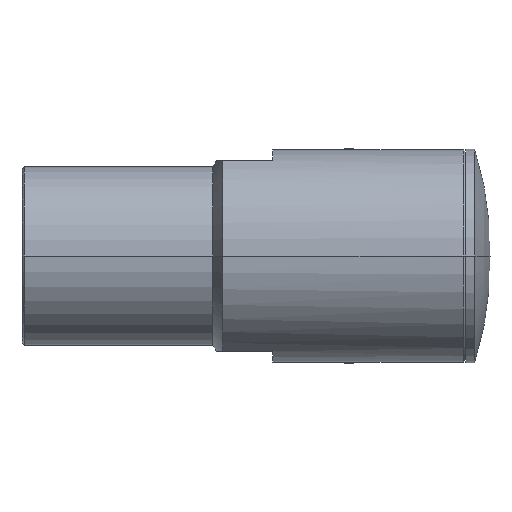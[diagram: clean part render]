
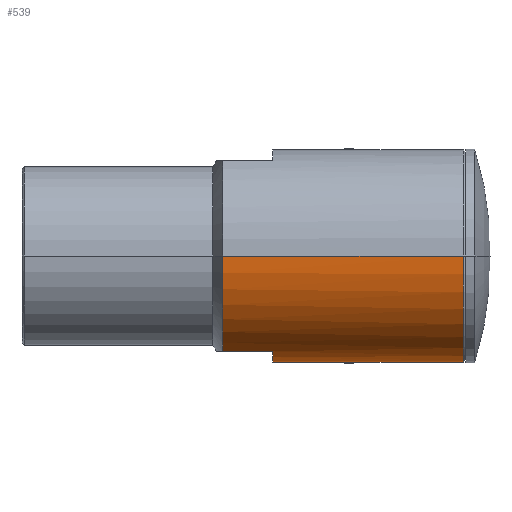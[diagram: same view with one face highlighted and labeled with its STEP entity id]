
A CAD part, left-side view. The second image highlights one B-rep face of the part: STEP entity #539.
In plain terms, the highlighted cylindrical face has radius 4.45 mm (diameter 8.9 mm), a partial arc.
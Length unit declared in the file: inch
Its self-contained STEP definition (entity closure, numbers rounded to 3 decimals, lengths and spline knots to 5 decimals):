
#20 = CARTESIAN_POINT ( 'NONE',  ( 0.17338, 0.09517, -0.02595 ) ) ;
#70 = EDGE_CURVE ( 'NONE', #2746, #613, #1672, .T. ) ;
#97 = CARTESIAN_POINT ( 'NONE',  ( -0.1752, -0.22953, 0. ) ) ;
#224 = ORIENTED_EDGE ( 'NONE', *, *, #3328, .F. ) ;
#228 = VERTEX_POINT ( 'NONE', #1299 ) ;
#250 = AXIS2_PLACEMENT_3D ( 'NONE', #2632, #2590, #2956 ) ;
#258 = CIRCLE ( 'NONE', #2339, 0.1752 ) ;
#297 = EDGE_CURVE ( 'NONE', #3984, #1066, #2545, .T. ) ;
#347 = VERTEX_POINT ( 'NONE', #472 ) ;
#361 = CARTESIAN_POINT ( 'NONE',  ( 0.16808, 0.08516, -0.04975 ) ) ;
#370 = CIRCLE ( 'NONE', #250, 0.1752 ) ;
#383 = CARTESIAN_POINT ( 'NONE',  ( 0.1646, 0.07808, -0.06026 ) ) ;
#431 = CARTESIAN_POINT ( 'NONE',  ( 0.14493, 0.00662, -0.09843 ) ) ;
#472 = CARTESIAN_POINT ( 'NONE',  ( 0.1752, 0.2085, 0. ) ) ;
#492 = VECTOR ( 'NONE', #559, 39.37008 ) ;
#509 = VERTEX_POINT ( 'NONE', #1092 ) ;
#537 = CARTESIAN_POINT ( 'NONE',  ( -0.1752, -0.18898, 0. ) ) ;
#539 = ADVANCED_FACE ( 'NONE', ( #2667 ), #1449, .T. ) ;
#559 = DIRECTION ( 'NONE',  ( 0., 1., 0. ) ) ;
#613 = VERTEX_POINT ( 'NONE', #537 ) ;
#670 = VECTOR ( 'NONE', #705, 39.37008 ) ;
#702 = CARTESIAN_POINT ( 'NONE',  ( 0.15312, -0.04963, -0.08523 ) ) ;
#705 = DIRECTION ( 'NONE',  ( 0., 1., 0. ) ) ;
#707 = EDGE_CURVE ( 'NONE', #613, #4351, #3885, .T. ) ;
#767 = CARTESIAN_POINT ( 'NONE',  ( 0.1752, 0.09843, -0.00667 ) ) ;
#815 = ORIENTED_EDGE ( 'NONE', *, *, #4725, .F. ) ;
#844 = ORIENTED_EDGE ( 'NONE', *, *, #297, .F. ) ;
#870 = DIRECTION ( 'NONE',  ( 0., 1., 0. ) ) ;
#1009 = DIRECTION ( 'NONE',  ( 0., 1., 0. ) ) ;
#1065 = CARTESIAN_POINT ( 'NONE',  ( 0.17482, -0.09776, -0.01318 ) ) ;
#1066 = VERTEX_POINT ( 'NONE', #2272 ) ;
#1089 = ORIENTED_EDGE ( 'NONE', *, *, #4333, .F. ) ;
#1092 = CARTESIAN_POINT ( 'NONE',  ( -0.07677, 0.2085, -0.15748 ) ) ;
#1093 = VECTOR ( 'NONE', #3749, 39.37008 ) ;
#1147 = DIRECTION ( 'NONE',  ( 1., 0., 0. ) ) ;
#1152 = VERTEX_POINT ( 'NONE', #4170 ) ;
#1177 = ORIENTED_EDGE ( 'NONE', *, *, #1439, .F. ) ;
#1231 = CARTESIAN_POINT ( 'NONE',  ( -0.1752, 0.2085, 0. ) ) ;
#1299 = CARTESIAN_POINT ( 'NONE',  ( 0.07677, 0.2085, -0.15748 ) ) ;
#1357 = EDGE_LOOP ( 'NONE', ( #4806, #3275, #4773, #1177, #1089, #3769, #1948, #2757, #224, #844, #815 ) ) ;
#1437 = DIRECTION ( 'NONE',  ( -0.438, 0., -0.899 ) ) ;
#1439 = EDGE_CURVE ( 'NONE', #509, #4351, #2988, .T. ) ;
#1442 = CARTESIAN_POINT ( 'NONE',  ( 0.14539, 0.01315, -0.09776 ) ) ;
#1449 = CYLINDRICAL_SURFACE ( 'NONE', #3369, 0.1752 ) ;
#1489 = CARTESIAN_POINT ( 'NONE',  ( 0.16268, 0.07399, -0.06521 ) ) ;
#1552 = CIRCLE ( 'NONE', #1949, 0.1752 ) ;
#1672 = CIRCLE ( 'NONE', #1683, 0.1752 ) ;
#1683 = AXIS2_PLACEMENT_3D ( 'NONE', #3156, #870, #2740 ) ;
#1695 = CARTESIAN_POINT ( 'NONE',  ( 0.1752, -0.09843, 0. ) ) ;
#1806 = CARTESIAN_POINT ( 'NONE',  ( 0.1752, -0.09843, -0.00666 ) ) ;
#1827 = CARTESIAN_POINT ( 'NONE',  ( 0.16459, -0.0784, -0.06082 ) ) ;
#1850 = CARTESIAN_POINT ( 'NONE',  ( 0.16965, 0.08819, -0.04417 ) ) ;
#1875 = CARTESIAN_POINT ( 'NONE',  ( 0.17482, 0.09776, -0.01319 ) ) ;
#1891 = DIRECTION ( 'NONE',  ( -0.438, 0., -0.899 ) ) ;
#1936 = CARTESIAN_POINT ( 'NONE',  ( 0., 0.2085, 0. ) ) ;
#1944 = EDGE_CURVE ( 'NONE', #1152, #228, #2542, .T. ) ;
#1948 = ORIENTED_EDGE ( 'NONE', *, *, #1944, .T. ) ;
#1949 = AXIS2_PLACEMENT_3D ( 'NONE', #4229, #2374, #4615 ) ;
#1951 = CARTESIAN_POINT ( 'NONE',  ( 0., -0.18898, -0.1752 ) ) ;
#2035 = VECTOR ( 'NONE', #3854, 39.37008 ) ;
#2199 = CARTESIAN_POINT ( 'NONE',  ( 0.14839, -0.03232, -0.09319 ) ) ;
#2204 = CARTESIAN_POINT ( 'NONE',  ( 0.07677, 0.12598, -0.15748 ) ) ;
#2236 = LINE ( 'NONE', #2257, #1093 ) ;
#2245 = CARTESIAN_POINT ( 'NONE',  ( 0.1752, 0.09843, 0. ) ) ;
#2257 = CARTESIAN_POINT ( 'NONE',  ( 0.1752, -0.22953, 0. ) ) ;
#2272 = CARTESIAN_POINT ( 'NONE',  ( 0.1752, 0.09843, 0. ) ) ;
#2336 = CARTESIAN_POINT ( 'NONE',  ( 0.1752, -0.22953, 0. ) ) ;
#2339 = AXIS2_PLACEMENT_3D ( 'NONE', #3196, #1009, #1437 ) ;
#2374 = DIRECTION ( 'NONE',  ( 0., 1., 0. ) ) ;
#2462 = CARTESIAN_POINT ( 'NONE',  ( -0.07677, 0.12598, -0.15748 ) ) ;
#2538 = CARTESIAN_POINT ( 'NONE',  ( 0.15288, 0.04997, -0.08576 ) ) ;
#2542 = LINE ( 'NONE', #2204, #670 ) ;
#2545 = B_SPLINE_CURVE_WITH_KNOTS ( 'NONE', 3,
 ( #2559, #1806, #1065, #2909, #4389, #4431, #1827, #4075, #3303, #702, #4785, #2199, #2612, #4099, #3757, #431, #1442, #3713, #2933, #2538, #3693, #1489, #383, #361, #1850, #3326, #20, #1875, #767, #2245 ),
 .UNSPECIFIED., .F., .F.,
 ( 4, 2, 2, 2, 2, 2, 2, 2, 2, 2, 2, 2, 2, 2, 4 ),
 ( 0., 0.0005, 0.001, 0.002, 0.0025, 0.003, 0.0035, 0.004, 0.00449, 0.00499, 0.00599, 0.00649, 0.00699, 0.00749, 0.00799 ),
 .UNSPECIFIED. ) ;
#2555 = EDGE_CURVE ( 'NONE', #1152, #4784, #370, .T. ) ;
#2559 = CARTESIAN_POINT ( 'NONE',  ( 0.1752, -0.09843, 0. ) ) ;
#2590 = DIRECTION ( 'NONE',  ( 0., 1., 0. ) ) ;
#2612 = CARTESIAN_POINT ( 'NONE',  ( 0.14712, -0.02602, -0.09515 ) ) ;
#2632 = CARTESIAN_POINT ( 'NONE',  ( 0., 0.12598, 0. ) ) ;
#2667 = FACE_OUTER_BOUND ( 'NONE', #1357, .T. ) ;
#2740 = DIRECTION ( 'NONE',  ( 1., 0., 0. ) ) ;
#2746 = VERTEX_POINT ( 'NONE', #1951 ) ;
#2757 = ORIENTED_EDGE ( 'NONE', *, *, #3541, .F. ) ;
#2909 = CARTESIAN_POINT ( 'NONE',  ( 0.17338, -0.09516, -0.02596 ) ) ;
#2933 = CARTESIAN_POINT ( 'NONE',  ( 0.14837, 0.03224, -0.09322 ) ) ;
#2941 = DIRECTION ( 'NONE',  ( 0., 1., 0. ) ) ;
#2956 = DIRECTION ( 'NONE',  ( 0.438, 0., -0.899 ) ) ;
#2988 = CIRCLE ( 'NONE', #4302, 0.1752 ) ;
#3062 = LINE ( 'NONE', #4563, #4207 ) ;
#3156 = CARTESIAN_POINT ( 'NONE',  ( 0., -0.18898, 0. ) ) ;
#3196 = CARTESIAN_POINT ( 'NONE',  ( 0., 0.2085, 0. ) ) ;
#3275 = ORIENTED_EDGE ( 'NONE', *, *, #70, .T. ) ;
#3303 = CARTESIAN_POINT ( 'NONE',  ( 0.15684, -0.06014, -0.07817 ) ) ;
#3326 = CARTESIAN_POINT ( 'NONE',  ( 0.17231, 0.09321, -0.03228 ) ) ;
#3328 = EDGE_CURVE ( 'NONE', #1066, #347, #2236, .T. ) ;
#3369 = AXIS2_PLACEMENT_3D ( 'NONE', #4445, #2941, #1147 ) ;
#3541 = EDGE_CURVE ( 'NONE', #347, #228, #258, .T. ) ;
#3693 = CARTESIAN_POINT ( 'NONE',  ( 0.1569, 0.06063, -0.07855 ) ) ;
#3704 = CARTESIAN_POINT ( 'NONE',  ( 0.1752, -0.18898, 0. ) ) ;
#3713 = CARTESIAN_POINT ( 'NONE',  ( 0.1471, 0.02594, -0.09517 ) ) ;
#3749 = DIRECTION ( 'NONE',  ( 0., 1., 0. ) ) ;
#3757 = CARTESIAN_POINT ( 'NONE',  ( 0.14494, -0.0067, -0.09842 ) ) ;
#3769 = ORIENTED_EDGE ( 'NONE', *, *, #2555, .F. ) ;
#3790 = DIRECTION ( 'NONE',  ( 0., 1., 0. ) ) ;
#3854 = DIRECTION ( 'NONE',  ( 0., 1., 0. ) ) ;
#3885 = LINE ( 'NONE', #97, #492 ) ;
#3984 = VERTEX_POINT ( 'NONE', #1695 ) ;
#4075 = CARTESIAN_POINT ( 'NONE',  ( 0.15882, -0.06506, -0.07413 ) ) ;
#4099 = CARTESIAN_POINT ( 'NONE',  ( 0.1454, -0.01323, -0.09775 ) ) ;
#4170 = CARTESIAN_POINT ( 'NONE',  ( 0.07677, 0.12598, -0.15748 ) ) ;
#4203 = VERTEX_POINT ( 'NONE', #3704 ) ;
#4207 = VECTOR ( 'NONE', #3790, 39.37008 ) ;
#4229 = CARTESIAN_POINT ( 'NONE',  ( 0., -0.18898, 0. ) ) ;
#4288 = EDGE_CURVE ( 'NONE', #4203, #2746, #1552, .T. ) ;
#4302 = AXIS2_PLACEMENT_3D ( 'NONE', #1936, #4516, #1891 ) ;
#4312 = LINE ( 'NONE', #2336, #2035 ) ;
#4333 = EDGE_CURVE ( 'NONE', #4784, #509, #3062, .T. ) ;
#4351 = VERTEX_POINT ( 'NONE', #1231 ) ;
#4389 = CARTESIAN_POINT ( 'NONE',  ( 0.1723, -0.0932, -0.03229 ) ) ;
#4431 = CARTESIAN_POINT ( 'NONE',  ( 0.16832, -0.08569, -0.05011 ) ) ;
#4445 = CARTESIAN_POINT ( 'NONE',  ( 0., -0.22953, 0. ) ) ;
#4516 = DIRECTION ( 'NONE',  ( 0., 1., 0. ) ) ;
#4563 = CARTESIAN_POINT ( 'NONE',  ( -0.07677, 0.12598, -0.15748 ) ) ;
#4615 = DIRECTION ( 'NONE',  ( 1., 0., 0. ) ) ;
#4725 = EDGE_CURVE ( 'NONE', #4203, #3984, #4312, .T. ) ;
#4773 = ORIENTED_EDGE ( 'NONE', *, *, #707, .T. ) ;
#4784 = VERTEX_POINT ( 'NONE', #2462 ) ;
#4785 = CARTESIAN_POINT ( 'NONE',  ( 0.15138, -0.04408, -0.08823 ) ) ;
#4806 = ORIENTED_EDGE ( 'NONE', *, *, #4288, .T. ) ;
